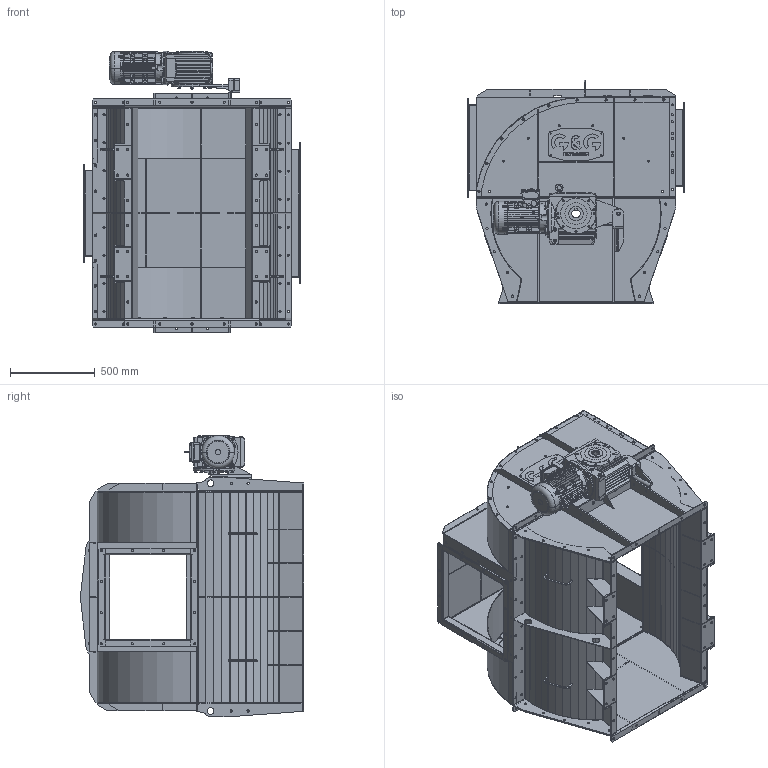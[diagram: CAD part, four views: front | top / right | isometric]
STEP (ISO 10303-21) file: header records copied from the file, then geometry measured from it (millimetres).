
FILE_DESCRIPTION (( 'STEP AP203' ), '1' );
FILE_NAME ('RS0008.STEP', '2023-11-29T09:23:03', ( '' ), ( '' ), 'SwSTEP 2.0', 'SolidWorks 2022', '' );
FILE_SCHEMA (( 'CONFIG_CONTROL_DESIGN' ));
Length unit declared in the file: millimetre
Products named in the file (49): RS-S169-08 - COVER-MIRR_Výchozí; SK32100AZD-100LPTF (1)_Výchozí; RS-S170-00 - WLDM COVER; RSGG-100-12_Výchozí; RS-S169-12 - STRIP_Výchozí; RS-S169-11 - STRIP_Výchozí; RS-S170-03 - COVER_Výchozí; RS-S173-01 - SIDE_Výchozí; RS-S169-01 - COVER_Výchozí; RS-S161-00 - WLDM FRONT; RS-S190-04 - STRIP_Výchozí; PERO 18e7 x 11 x 200_Výchozí; RS-S169-09 - STRIP_Výchozí; RS0008; RS-S173-02 - FLANGE_Výchozí; RS-S161-02 - REINFORCEMENT_Výchozí; RS-S161-03 - BEARING SUPPORT_Výchozí; RS-S161-01 - FRONT_Výchozí; CV-S004-02 - HANDLE RO_Výchozí; RS-S169-14 - FLANGE_Výchozí; SK32100AZD-100LPTF_Výchozí; RS-S190-01 - COVER_Výchozí; RS-S169-00 - WLDM COVER; RS-S190-00 - WLDM SIDE COVER_Výchozí; RS-S190-02 - STRIP_Výchozí; RS-S190-03 - STRIP_Výchozí; RS-S169-10 - STRIP_Výchozí; NUT WELD - NW_M8; RU-D001-93 - PLACKA LOGO XM_NEREZ; RS-S103-02 - STRIP_Výchozí; RS-S103-03 - STRIP_Výchozí; RS-S170-10 - FLANGE_Výchozí; RS-M002-17 - ASSY COVER; RS-S173-03 - STRIP_Výchozí; RS-S191-00 - WLDM SIDE COVER_Výchozí; RS-S103-00 - WLDM ANCHOR 125_Výchozí; RS-S169-04 - COVER_Výchozí; RS-S169-02 - COVER_Výchozí; RS-S173-04 - SUPPORT_Výchozí; RS-S169-03 - FLANGE_Výchozí ...
Assembly tree (105 placements, depth 5):
  RS0008
    RSGG-100-12_Výchozí
      RS-S173-00 - WLDM SIDE
        RS-S173-01 - SIDE_Výchozí
        RS-S173-02 - FLANGE_Výchozí  x2
        CV-S004-02 - HANDLE RO_Výchozí  x2
        RS-S173-03 - STRIP_Výchozí  x4
        RS-S173-04 - SUPPORT_Výchozí
      RS-S172-00 - WLDM SIDE
        RS-S172-01 - SIDE_Výchozí
        RS-S173-02 - FLANGE_Výchozí  x2
        CV-S004-02 - HANDLE RO_Výchozí  x2
        RS-S173-03 - STRIP_Výchozí  x4
        RS-S173-04 - SUPPORT_Výchozí
      RS-S161-00 - WLDM FRONT  x2
        RS-S161-01 - FRONT_Výchozí
        RS-S161-02 - REINFORCEMENT_Výchozí
        RS-S161-03 - BEARING SUPPORT_Výchozí
        RS-S161-05 - REINFORCEMENT_Výchozí
        NUT WELD - NW_M8
      RS-M002-17 - ASSY COVER
        RS-S169-00 - WLDM COVER
          RS-S169-01 - COVER_Výchozí
          RS-S169-02 - COVER_Výchozí  x2
          RS-S169-03 - FLANGE_Výchozí  x2
          RS-S169-04 - COVER_Výchozí
          RS-S169-14 - FLANGE_Výchozí  x2
          RS-S169-15 - FLANGE_Výchozí  x2
          RS-S169-08 - COVER-MIRR_Výchozí
          RS-S169-09 - STRIP_Výchozí
          RS-S169-12 - STRIP_Výchozí
          RS-S169-10 - STRIP_Výchozí  x3
          RS-S169-11 - STRIP_Výchozí
          NUT WELD - NW_M8  x26
        RS-S170-00 - WLDM COVER
          RS-S170-03 - COVER_Výchozí
          RS-S170-10 - FLANGE_Výchozí  x2
          RS-S170-11 - FLANGE_Výchozí  x2
        RS-S190-00 - WLDM SIDE COVER_Výchozí
          RS-S190-01 - COVER_Výchozí
          RS-S190-02 - STRIP_Výchozí
          RS-S190-03 - STRIP_Výchozí
          RS-S190-04 - STRIP_Výchozí
        RS-S191-00 - WLDM SIDE COVER_Výchozí
          RS-S191-01 - COVER_Výchozí
          RS-S190-02 - STRIP_Výchozí
          RS-S190-03 - STRIP_Výchozí
          RS-S190-04 - STRIP_Výchozí
      PERO 18e7 x 11 x 200_Výchozí
      RU-D001-93 - PLACKA LOGO XM_NEREZ  x2
      SK32100AZD-100LPTF_Výchozí
        SK32100AZD-100LPTF (1)_Výchozí
        SK32100AZD-100LPTF (2)_Výchozí
      RS-S103-00 - WLDM ANCHOR 125_Výchozí
        RS-S103-01 - ANGLE_Výchozí
        RS-S103-02 - STRIP_Výchozí
        RS-S103-03 - STRIP_Výchozí
Bounding box: 1279.8 x 1319.86 x 1665.9 mm (x, y, z)
Volume: 51633015.3 mm3; surface area: 20168167.3 mm2
Topology: 108 solids, 131 shells, 5347 faces, 14060 edges, 9033 vertices
Faces by surface type: plane 3056, cylinder 1659, cone 445, bspline 99, torus 86, sphere 2
Entity records: 134944 total; most frequent: CARTESIAN_POINT 30210, ORIENTED_EDGE 20620, DIRECTION 20477, EDGE_CURVE 10310, AXIS2_PLACEMENT_3D 7286, VERTEX_POINT 6599, LINE 5905, VECTOR 5905
